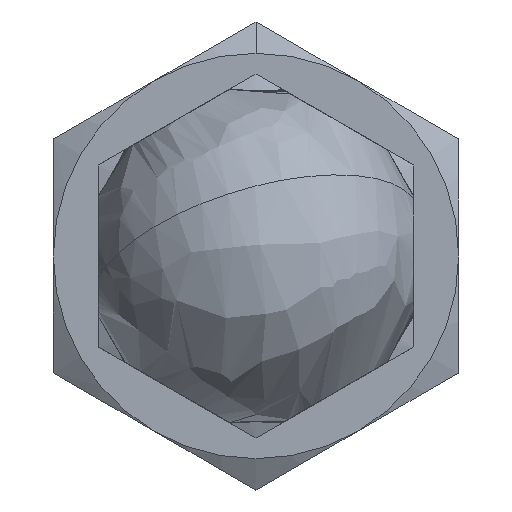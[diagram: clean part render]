
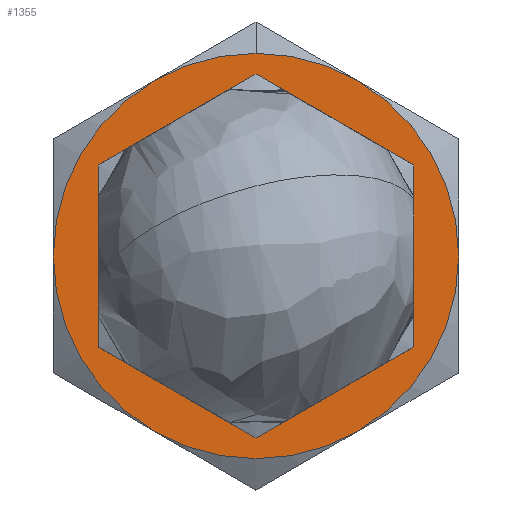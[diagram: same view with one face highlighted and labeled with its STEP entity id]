
A CAD part, front view. The second image highlights one B-rep face of the part: STEP entity #1355.
In plain terms, the highlighted planar face has unit normal (0, -1, 0).
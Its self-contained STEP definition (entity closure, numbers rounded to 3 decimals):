
#3 = VERTEX_POINT ( 'NONE', #823 ) ;
#32 = EDGE_CURVE ( 'NONE', #149, #2130, #1240, .T. ) ;
#74 = CARTESIAN_POINT ( 'NONE',  ( 4.5, 80.886, 7.794 ) ) ;
#102 = ORIENTED_EDGE ( 'NONE', *, *, #32, .F. ) ;
#107 = DIRECTION ( 'NONE',  ( 0., 0., 1. ) ) ;
#149 = VERTEX_POINT ( 'NONE', #1984 ) ;
#152 = ORIENTED_EDGE ( 'NONE', *, *, #527, .F. ) ;
#197 = VERTEX_POINT ( 'NONE', #2363 ) ;
#213 = AXIS2_PLACEMENT_3D ( 'NONE', #2641, #2631, #2393 ) ;
#265 = DIRECTION ( 'NONE',  ( 0., 1., 0. ) ) ;
#278 = CARTESIAN_POINT ( 'NONE',  ( -4.5, 80.886, -7.794 ) ) ;
#383 = DIRECTION ( 'NONE',  ( 0., 0., 1. ) ) ;
#386 = FACE_OUTER_BOUND ( 'NONE', #3138, .T. ) ;
#397 = EDGE_CURVE ( 'NONE', #1227, #1035, #520, .T. ) ;
#401 = DIRECTION ( 'NONE',  ( 0., 1., 0. ) ) ;
#402 = DIRECTION ( 'NONE',  ( 0., 0., 1. ) ) ;
#408 = DIRECTION ( 'NONE',  ( 0., 1., 0. ) ) ;
#413 = CARTESIAN_POINT ( 'NONE',  ( 0., 80.886, 0. ) ) ;
#414 = CARTESIAN_POINT ( 'NONE',  ( 0., 80.886, 0. ) ) ;
#506 = AXIS2_PLACEMENT_3D ( 'NONE', #1188, #1146, #1159 ) ;
#520 = CIRCLE ( 'NONE', #506, 9. ) ;
#527 = EDGE_CURVE ( 'NONE', #941, #1227, #1443, .T. ) ;
#659 = CARTESIAN_POINT ( 'NONE',  ( 0., 80.886, 0. ) ) ;
#702 = AXIS2_PLACEMENT_3D ( 'NONE', #1508, #1493, #1478 ) ;
#750 = AXIS2_PLACEMENT_3D ( 'NONE', #2896, #2884, #2868 ) ;
#754 = ORIENTED_EDGE ( 'NONE', *, *, #1536, .F. ) ;
#808 = EDGE_LOOP ( 'NONE', ( #1286, #1379 ) ) ;
#823 = CARTESIAN_POINT ( 'NONE',  ( 0., 80.886, -6. ) ) ;
#868 = CIRCLE ( 'NONE', #213, 6. ) ;
#941 = VERTEX_POINT ( 'NONE', #2008 ) ;
#959 = CIRCLE ( 'NONE', #1445, 9. ) ;
#1026 = EDGE_CURVE ( 'NONE', #2130, #2088, #1421, .T. ) ;
#1035 = VERTEX_POINT ( 'NONE', #1643 ) ;
#1054 = DIRECTION ( 'NONE',  ( 0., 1., 0. ) ) ;
#1064 = CARTESIAN_POINT ( 'NONE',  ( 9., 80.886, 0. ) ) ;
#1146 = DIRECTION ( 'NONE',  ( 0., 1., 0. ) ) ;
#1159 = DIRECTION ( 'NONE',  ( 0., 0., 1. ) ) ;
#1177 = EDGE_CURVE ( 'NONE', #1035, #2807, #959, .T. ) ;
#1188 = CARTESIAN_POINT ( 'NONE',  ( 0., 80.886, 0. ) ) ;
#1227 = VERTEX_POINT ( 'NONE', #278 ) ;
#1240 = CIRCLE ( 'NONE', #2122, 9. ) ;
#1286 = ORIENTED_EDGE ( 'NONE', *, *, #1863, .F. ) ;
#1355 = ADVANCED_FACE ( 'NONE', ( #2567, #386 ), #3000, .F. ) ;
#1379 = ORIENTED_EDGE ( 'NONE', *, *, #2918, .F. ) ;
#1421 = CIRCLE ( 'NONE', #702, 9. ) ;
#1443 = CIRCLE ( 'NONE', #1612, 9. ) ;
#1445 = AXIS2_PLACEMENT_3D ( 'NONE', #414, #408, #402 ) ;
#1478 = DIRECTION ( 'NONE',  ( 0., 0., 1. ) ) ;
#1493 = DIRECTION ( 'NONE',  ( 0., 1., 0. ) ) ;
#1508 = CARTESIAN_POINT ( 'NONE',  ( 0., 80.886, 0. ) ) ;
#1536 = EDGE_CURVE ( 'NONE', #2088, #941, #2248, .T. ) ;
#1612 = AXIS2_PLACEMENT_3D ( 'NONE', #413, #401, #383 ) ;
#1628 = ORIENTED_EDGE ( 'NONE', *, *, #1026, .F. ) ;
#1643 = CARTESIAN_POINT ( 'NONE',  ( -9., 80.886, 0. ) ) ;
#1691 = AXIS2_PLACEMENT_3D ( 'NONE', #2769, #2066, #2184 ) ;
#1746 = ORIENTED_EDGE ( 'NONE', *, *, #2578, .F. ) ;
#1809 = ORIENTED_EDGE ( 'NONE', *, *, #397, .F. ) ;
#1824 = DIRECTION ( 'NONE',  ( 0., 0., -1. ) ) ;
#1863 = EDGE_CURVE ( 'NONE', #3, #197, #868, .T. ) ;
#1984 = CARTESIAN_POINT ( 'NONE',  ( 0., 80.886, 9. ) ) ;
#2008 = CARTESIAN_POINT ( 'NONE',  ( 4.5, 80.886, -7.794 ) ) ;
#2047 = CIRCLE ( 'NONE', #2968, 6. ) ;
#2066 = DIRECTION ( 'NONE',  ( 0., 1., 0. ) ) ;
#2087 = DIRECTION ( 'NONE',  ( 0., -1., 0. ) ) ;
#2088 = VERTEX_POINT ( 'NONE', #1064 ) ;
#2108 = CARTESIAN_POINT ( 'NONE',  ( 0., 80.886, 0. ) ) ;
#2111 = CARTESIAN_POINT ( 'NONE',  ( -4.5, 80.886, 7.794 ) ) ;
#2122 = AXIS2_PLACEMENT_3D ( 'NONE', #659, #1054, #2723 ) ;
#2130 = VERTEX_POINT ( 'NONE', #74 ) ;
#2184 = DIRECTION ( 'NONE',  ( 0., 0., 1. ) ) ;
#2248 = CIRCLE ( 'NONE', #1691, 9. ) ;
#2262 = CARTESIAN_POINT ( 'NONE',  ( 0., 80.886, 0. ) ) ;
#2363 = CARTESIAN_POINT ( 'NONE',  ( 0., 80.886, 6. ) ) ;
#2379 = ORIENTED_EDGE ( 'NONE', *, *, #1177, .F. ) ;
#2393 = DIRECTION ( 'NONE',  ( 0., 0., -1. ) ) ;
#2567 = FACE_BOUND ( 'NONE', #808, .T. ) ;
#2578 = EDGE_CURVE ( 'NONE', #2807, #149, #3576, .T. ) ;
#2599 = AXIS2_PLACEMENT_3D ( 'NONE', #2262, #265, #107 ) ;
#2631 = DIRECTION ( 'NONE',  ( 0., -1., 0. ) ) ;
#2641 = CARTESIAN_POINT ( 'NONE',  ( 0., 80.886, 0. ) ) ;
#2723 = DIRECTION ( 'NONE',  ( 0., 0., 1. ) ) ;
#2769 = CARTESIAN_POINT ( 'NONE',  ( 0., 80.886, 0. ) ) ;
#2807 = VERTEX_POINT ( 'NONE', #2111 ) ;
#2868 = DIRECTION ( 'NONE',  ( 0., 0., 1. ) ) ;
#2884 = DIRECTION ( 'NONE',  ( 0., 1., 0. ) ) ;
#2896 = CARTESIAN_POINT ( 'NONE',  ( 0., 80.886, 10.392 ) ) ;
#2918 = EDGE_CURVE ( 'NONE', #197, #3, #2047, .T. ) ;
#2968 = AXIS2_PLACEMENT_3D ( 'NONE', #2108, #2087, #1824 ) ;
#3000 = PLANE ( 'NONE',  #750 ) ;
#3138 = EDGE_LOOP ( 'NONE', ( #1809, #152, #754, #1628, #102, #1746, #2379 ) ) ;
#3576 = CIRCLE ( 'NONE', #2599, 9. ) ;
